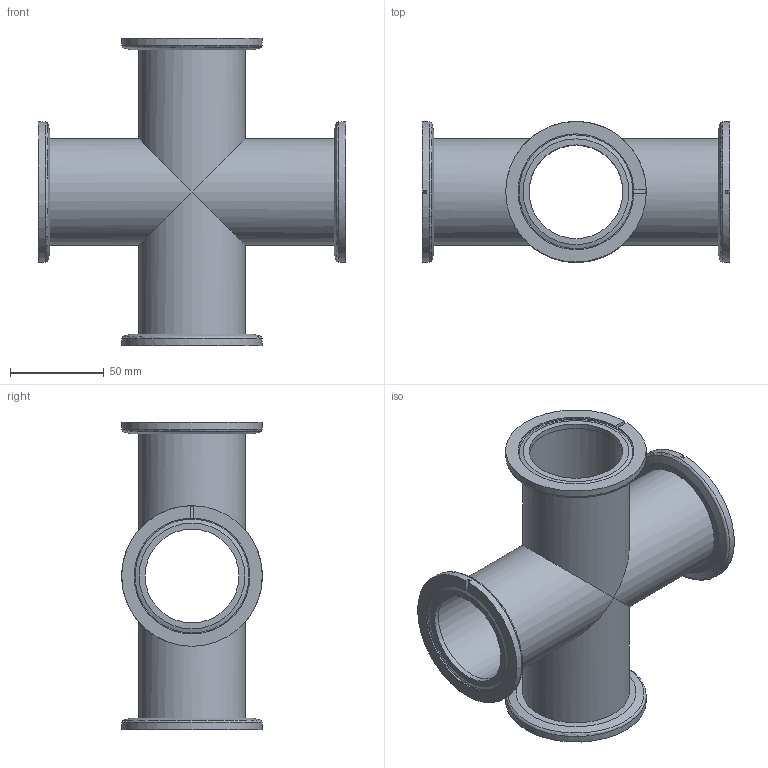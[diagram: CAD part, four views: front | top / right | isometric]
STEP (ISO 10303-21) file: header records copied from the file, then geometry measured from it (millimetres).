
FILE_DESCRIPTION(/* description */ (''),/* implementation_level */ '2;1');
FILE_NAME(/* name */ '33.050005.671.350',/* time_stamp */ '2019-03-14T07:58:12+01:00',/* author */ ('Murat Coskun Bicak'),/* organization */ ('Evac AG'),/* preprocessor_version */ 'ST-DEVELOPER v16.7',/* originating_system */ 'DEX',/* authorisation */ $);
FILE_SCHEMA (('AUTOMOTIVE_DESIGN {1 0 10303 214 3 1 1}'));
Length unit declared in the file: millimetre
Products named in the file (3): 33.050005.671.350; Rohr X DN50; 32.050005.640.350-nachbe.
Assembly tree (5 placements, depth 2):
  33.050005.671.350
    Rohr X DN50
    32.050005.640.350-nachbe.  x4
Bounding box: 164 x 74.99 x 164 mm (x, y, z)
Volume: 169146.2 mm3; surface area: 114488.9 mm2
Topology: 5 solids, 5 shells, 76 faces, 190 edges, 126 vertices
Faces by surface type: plane 32, cylinder 28, torus 8, cone 8
Full cylindrical faces by diameter (mm): 50 x4, 51.2 x4, 57 x8, 75 x4
Entity records: 780 total; most frequent: DIRECTION 139, CARTESIAN_POINT 119, ORIENTED_EDGE 86, AXIS2_PLACEMENT_3D 65, EDGE_LOOP 50, FACE_BOUND 50, EDGE_CURVE 43, VERTEX_POINT 33
